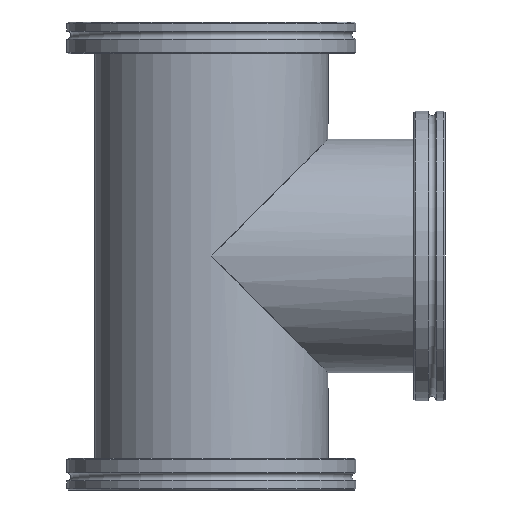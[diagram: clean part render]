
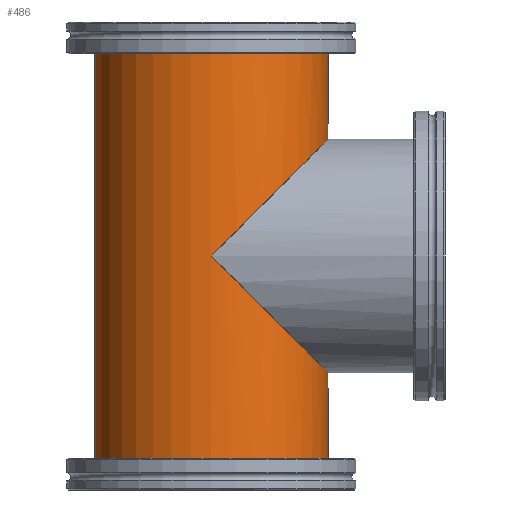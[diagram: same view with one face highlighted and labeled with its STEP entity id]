
A CAD part, left-side view. The second image highlights one B-rep face of the part: STEP entity #486.
In plain terms, the highlighted cylindrical face has radius 44.45 mm (diameter 88.9 mm), a full revolution.
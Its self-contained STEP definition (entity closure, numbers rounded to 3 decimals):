
#56=CIRCLE('',#591,44.45);
#57=CIRCLE('',#592,44.45);
#96=CYLINDRICAL_SURFACE('',#590,44.45);
#109=FACE_OUTER_BOUND('',#137,.T.);
#137=EDGE_LOOP('',(#343,#344,#345,#346,#347,#348,#349,#350));
#174=LINE('',#874,#194);
#175=LINE('',#876,#195);
#194=VECTOR('',#689,44.45);
#195=VECTOR('',#690,44.45);
#212=ELLIPSE('',#585,62.862,44.45);
#214=ELLIPSE('',#588,62.862,44.45);
#220=VERTEX_POINT('',#860);
#221=VERTEX_POINT('',#861);
#224=VERTEX_POINT('',#872);
#225=VERTEX_POINT('',#875);
#267=EDGE_CURVE('',#220,#221,#212,.T.);
#271=EDGE_CURVE('',#221,#220,#214,.T.);
#273=EDGE_CURVE('',#224,#224,#56,.T.);
#274=EDGE_CURVE('',#224,#221,#174,.T.);
#275=EDGE_CURVE('',#221,#225,#175,.T.);
#276=EDGE_CURVE('',#225,#225,#57,.T.);
#343=ORIENTED_EDGE('',*,*,#273,.F.);
#344=ORIENTED_EDGE('',*,*,#274,.T.);
#345=ORIENTED_EDGE('',*,*,#275,.T.);
#346=ORIENTED_EDGE('',*,*,#276,.F.);
#347=ORIENTED_EDGE('',*,*,#275,.F.);
#348=ORIENTED_EDGE('',*,*,#271,.T.);
#349=ORIENTED_EDGE('',*,*,#267,.T.);
#350=ORIENTED_EDGE('',*,*,#274,.F.);
#486=ADVANCED_FACE('',(#109),#96,.T.);
#585=AXIS2_PLACEMENT_3D('',#862,#673,#674);
#588=AXIS2_PLACEMENT_3D('',#869,#681,#682);
#590=AXIS2_PLACEMENT_3D('',#871,#685,#686);
#591=AXIS2_PLACEMENT_3D('',#873,#687,#688);
#592=AXIS2_PLACEMENT_3D('',#877,#691,#692);
#673=DIRECTION('center_axis',(0.,0.707,0.707));
#674=DIRECTION('ref_axis',(0.,-0.707,0.707));
#681=DIRECTION('center_axis',(0.,0.707,-0.707));
#682=DIRECTION('ref_axis',(0.,-0.707,-0.707));
#685=DIRECTION('center_axis',(0.,0.,1.));
#686=DIRECTION('ref_axis',(-1.,0.,0.));
#687=DIRECTION('center_axis',(0.,0.,1.));
#688=DIRECTION('ref_axis',(-1.,0.,0.));
#689=DIRECTION('',(0.,0.,-1.));
#690=DIRECTION('',(0.,0.,-1.));
#691=DIRECTION('center_axis',(0.,0.,-1.));
#692=DIRECTION('ref_axis',(-1.,0.,0.));
#860=CARTESIAN_POINT('',(-44.45,0.,79.794));
#861=CARTESIAN_POINT('',(44.45,0.,79.794));
#862=CARTESIAN_POINT('Origin',(0.,0.,79.794));
#869=CARTESIAN_POINT('Origin',(0.,0.,79.794));
#871=CARTESIAN_POINT('Origin',(0.,0.,0.));
#872=CARTESIAN_POINT('',(44.45,0.,159.588));
#873=CARTESIAN_POINT('Origin',(0.,0.,159.588));
#874=CARTESIAN_POINT('',(44.45,0.,0.));
#875=CARTESIAN_POINT('',(44.45,0.,0.));
#876=CARTESIAN_POINT('',(44.45,0.,0.));
#877=CARTESIAN_POINT('Origin',(0.,0.,0.));
